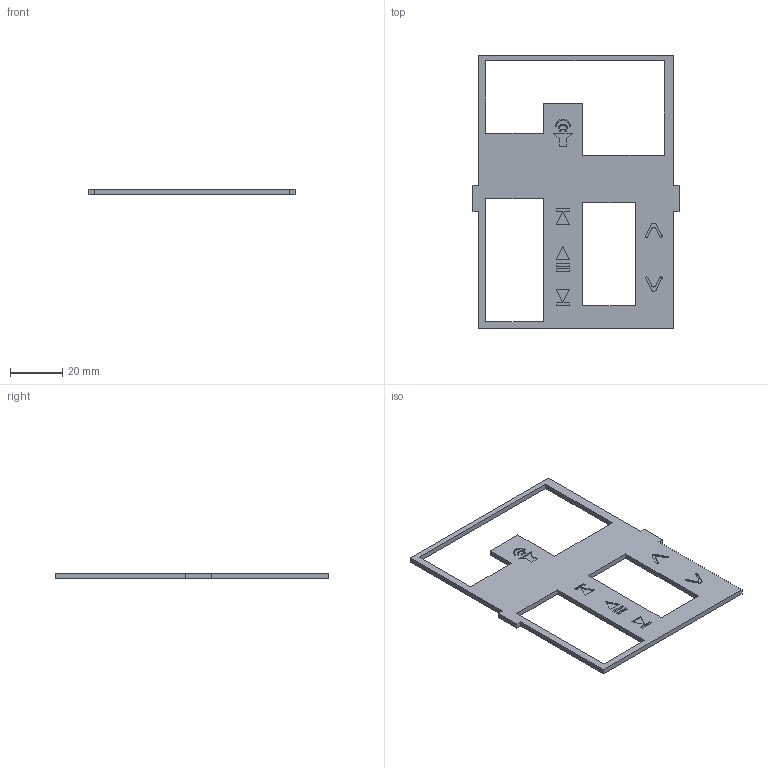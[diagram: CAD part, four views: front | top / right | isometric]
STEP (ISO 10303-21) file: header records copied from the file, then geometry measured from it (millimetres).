
FILE_DESCRIPTION(/* description */ (''),/* implementation_level */ '2;1');
FILE_NAME(/* name */ 'CaseTop.step',/* time_stamp */ '2026-02-27T09:31:47+01:00',/* author */ (''),/* organization */ (''),/* preprocessor_version */ 'ST-DEVELOPER v20.1',/* originating_system */ 'Autodesk Translation Framework v14.24.0.0',/* authorisation */ '');
FILE_SCHEMA (('AUTOMOTIVE_DESIGN { 1 0 10303 214 3 1 1 }'));
Length unit declared in the file: millimetre
Products named in the file (1): MediaControlBoard
Bounding box: 79 x 105 x 2 mm (x, y, z)
Volume: 8080.2 mm3; surface area: 9950.9 mm2
Topology: 1 solids, 1 shells, 108 faces, 279 edges, 182 vertices
Faces by surface type: plane 84, cylinder 24
Entity records: 3304 total; most frequent: CARTESIAN_POINT 570, ORIENTED_EDGE 558, DIRECTION 545, EDGE_CURVE 279, LINE 231, VECTOR 231, VERTEX_POINT 182, AXIS2_PLACEMENT_3D 157
